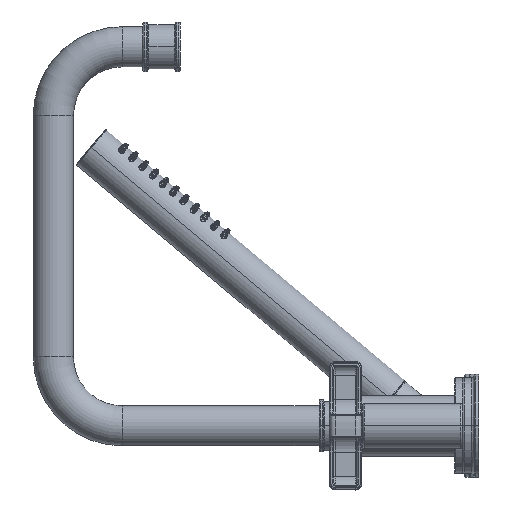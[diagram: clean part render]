
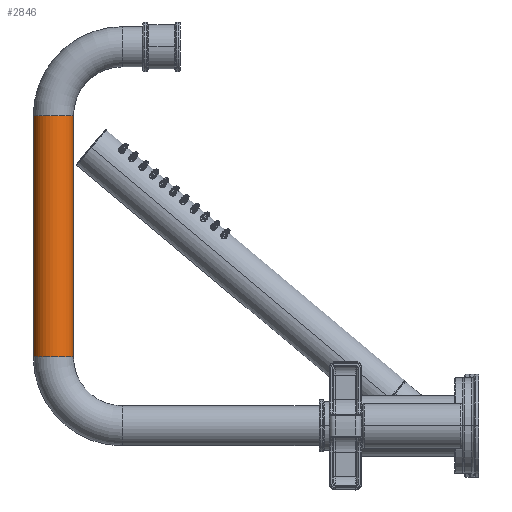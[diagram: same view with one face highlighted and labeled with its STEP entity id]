
A CAD part, left-side view. The second image highlights one B-rep face of the part: STEP entity #2846.
In plain terms, the highlighted cylindrical face has radius 11.113 mm (diameter 22.225 mm), a partial arc.
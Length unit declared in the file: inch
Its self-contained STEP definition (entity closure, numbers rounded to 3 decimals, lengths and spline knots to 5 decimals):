
#452=CARTESIAN_POINT('',(0.,9.26,6.75));
#453=DIRECTION('',(0.,0.,1.));
#454=DIRECTION('',(0.,1.,0.));
#455=AXIS2_PLACEMENT_3D('',#452,#453,#454);
#462=CARTESIAN_POINT('',(0.,9.26,1.5));
#463=DIRECTION('',(0.,0.,1.));
#464=DIRECTION('',(0.,1.,0.));
#465=AXIS2_PLACEMENT_3D('',#462,#463,#464);
#467=DIRECTION('',(0.,0.,1.));
#468=VECTOR('',#467,5.25);
#469=CARTESIAN_POINT('',(0.,9.6975,1.5));
#470=LINE('',#469,#468);
#504=DIRECTION('',(0.,0.,1.));
#505=VECTOR('',#504,5.25);
#506=CARTESIAN_POINT('',(0.,8.8225,1.5));
#507=LINE('',#506,#505);
#1852=CARTESIAN_POINT('',(0.,8.8225,1.5));
#1853=CARTESIAN_POINT('',(0.,9.6975,1.5));
#1854=VERTEX_POINT('',#1852);
#1855=VERTEX_POINT('',#1853);
#1856=CARTESIAN_POINT('',(0.,8.8225,6.75));
#1857=CARTESIAN_POINT('',(0.,9.6975,6.75));
#1858=VERTEX_POINT('',#1856);
#1859=VERTEX_POINT('',#1857);
#2832=CARTESIAN_POINT('',(0.,9.26,1.5));
#2833=DIRECTION('',(0.,0.,1.));
#2834=DIRECTION('',(0.,-1.,0.));
#2835=AXIS2_PLACEMENT_3D('',#2832,#2833,#2834);
#2836=CYLINDRICAL_SURFACE('',#2835,0.4375);
#2838=ORIENTED_EDGE('',*,*,#2837,.F.);
#2840=ORIENTED_EDGE('',*,*,#2839,.T.);
#2841=ORIENTED_EDGE('',*,*,#2822,.T.);
#2843=ORIENTED_EDGE('',*,*,#2842,.F.);
#2844=EDGE_LOOP('',(#2838,#2840,#2841,#2843));
#2845=FACE_OUTER_BOUND('',#2844,.F.);
#2846=ADVANCED_FACE('',(#2845),#2836,.T.);
#456=CIRCLE('',#455,0.4375);
#466=CIRCLE('',#465,0.4375);
#2822=EDGE_CURVE('',#1859,#1858,#456,.T.);
#2837=EDGE_CURVE('',#1855,#1854,#466,.T.);
#2839=EDGE_CURVE('',#1855,#1859,#470,.T.);
#2842=EDGE_CURVE('',#1854,#1858,#507,.T.);
